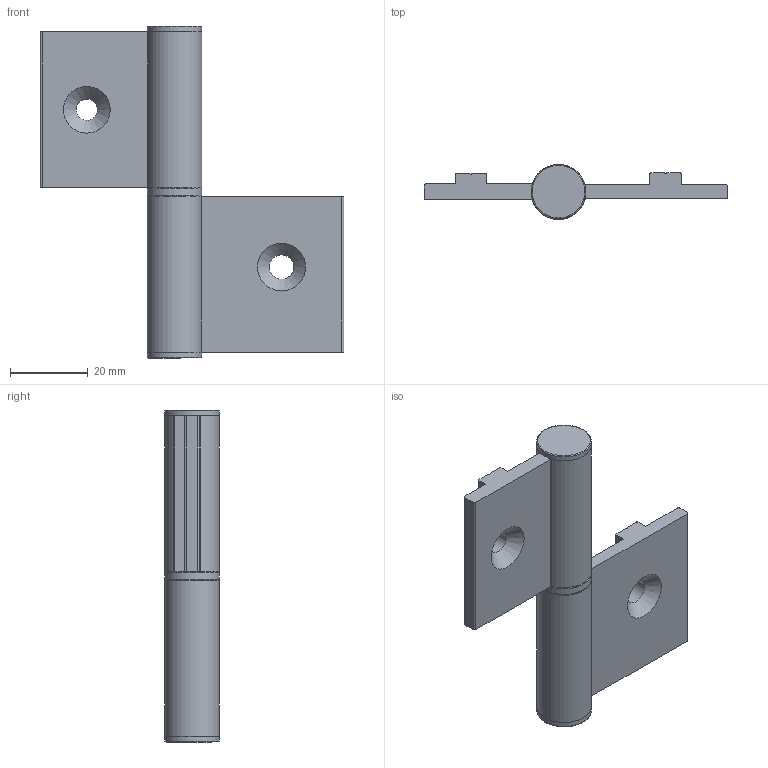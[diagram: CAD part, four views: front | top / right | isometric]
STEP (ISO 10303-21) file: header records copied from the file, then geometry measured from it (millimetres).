
FILE_DESCRIPTION(/* description */ (''),/* implementation_level */ '2;1');
FILE_NAME(/* name */ '13332_KriTec_Kombinationscharnier_6_8_Al_Premium.stp',/* time_stamp */ '2016-09-08T16:55:26+02:00',/* author */ ('kostic'),/* organization */ (''),/* preprocessor_version */ 'ST-DEVELOPER v16.1',/* originating_system */ 'Autodesk Inventor 2016',/* authorisation */ '');
FILE_SCHEMA (('AUTOMOTIVE_DESIGN { 1 0 10303 214 3 1 1 }'));
Length unit declared in the file: millimetre
Products named in the file (6): 13090_KriTec_Abdeckkappe; SCR-AL40-27 beilagscheibe; SCR-AL40-27 Stift; 13090_KriTec_Scharnierhaelfte; 13265_KriTec_Scharnierhaelfte1; 13332_KriTec_Kombinationscharnier_6_8_Al_Premium
Assembly tree (6 placements, depth 2):
  13332_KriTec_Kombinationscharnier_6_8_Al_Premium
    13090_KriTec_Abdeckkappe  x2
    SCR-AL40-27 beilagscheibe
    SCR-AL40-27 Stift
    13090_KriTec_Scharnierhaelfte
    13265_KriTec_Scharnierhaelfte1
Bounding box: 78 x 14 x 85.25 mm (x, y, z)
Volume: 23084.9 mm3; surface area: 15617.8 mm2
Topology: 6 solids, 6 shells, 504 faces, 1259 edges, 771 vertices
Faces by surface type: cylinder 250, plane 242, torus 8, cone 4
Full cylindrical faces by diameter (mm): 5.4 x2, 5.5 x1, 6.3 x1, 7.75 x2, 8.1 x3, 8.25 x2, 12 x2, 14 x3
Entity records: 14973 total; most frequent: DIRECTION 3056, CARTESIAN_POINT 2575, ORIENTED_EDGE 2378, AXIS2_PLACEMENT_3D 1386, EDGE_CURVE 1189, CIRCLE 889, VERTEX_POINT 737, EDGE_LOOP 518
